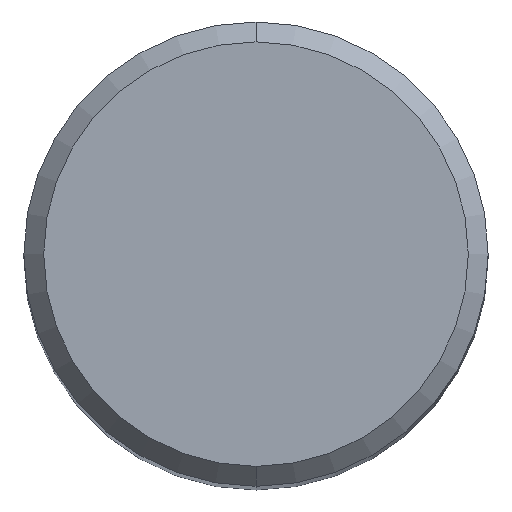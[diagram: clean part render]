
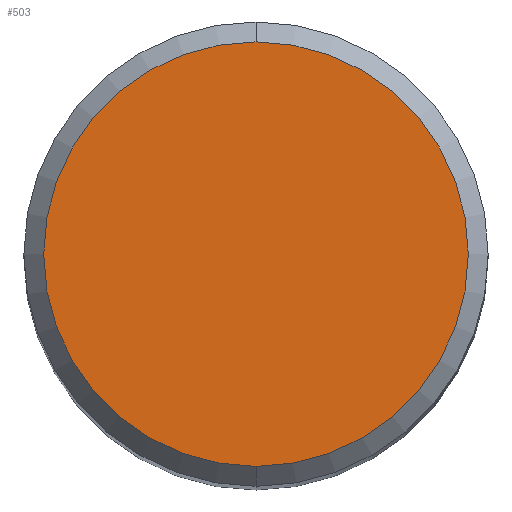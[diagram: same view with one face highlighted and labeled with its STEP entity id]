
A CAD part, top view. The second image highlights one B-rep face of the part: STEP entity #503.
In plain terms, the highlighted planar face has unit normal (0, 0, 1).
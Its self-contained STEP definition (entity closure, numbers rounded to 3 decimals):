
#503=ADVANCED_FACE('',(#1115),#1116,.T.);
#703=EDGE_CURVE('',#755,#787,#1335,.T.);
#719=EDGE_CURVE('',#787,#755,#1354,.T.);
#755=VERTEX_POINT('',#1395);
#787=VERTEX_POINT('',#1429);
#1115=FACE_OUTER_BOUND('',#3458,.T.);
#1116=PLANE('',#3459);
#1335=CIRCLE('',#5843,6.4);
#1354=CIRCLE('',#5865,6.4);
#1395=CARTESIAN_POINT('',(0.,-6.4,0.0));
#1429=CARTESIAN_POINT('',(0.0,6.4,0.0));
#3458=EDGE_LOOP('',(#9397,#9398));
#3459=AXIS2_PLACEMENT_3D('',#9399,#9400,#9401);
#5843=AXIS2_PLACEMENT_3D('',#9630,#9631,#9632);
#5865=AXIS2_PLACEMENT_3D('',#9669,#9670,#9671);
#9397=ORIENTED_EDGE('',*,*,#719,.F.);
#9398=ORIENTED_EDGE('',*,*,#703,.F.);
#9399=CARTESIAN_POINT('',(0.0,3.2,0.0));
#9400=DIRECTION('',(-0.0,0.0,1.0));
#9401=DIRECTION('',(0.0,-1.0,0.0));
#9630=CARTESIAN_POINT('',(0.0,0.0,0.0));
#9631=DIRECTION('',(0.0,0.0,-1.0));
#9632=DIRECTION('',(0.0,1.0,0.0));
#9669=CARTESIAN_POINT('',(0.0,0.0,0.0));
#9670=DIRECTION('',(0.0,0.0,-1.0));
#9671=DIRECTION('',(0.0,1.0,0.0));
